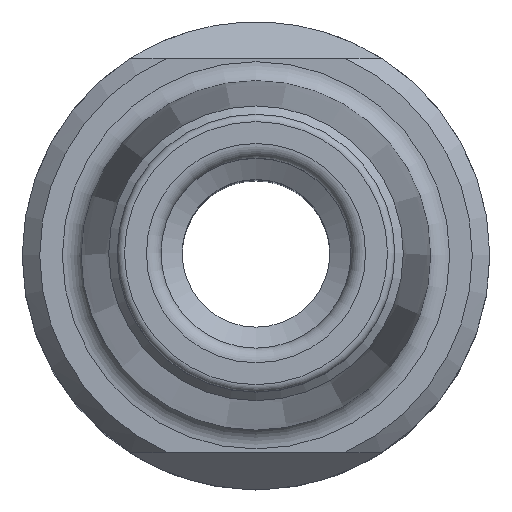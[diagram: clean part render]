
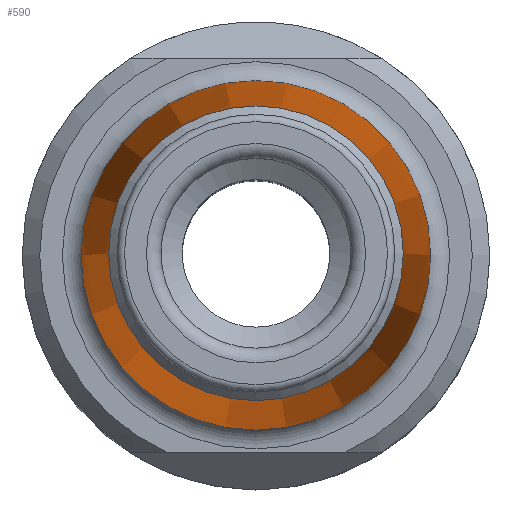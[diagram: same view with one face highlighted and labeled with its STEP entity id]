
A CAD part, top view. The second image highlights one B-rep face of the part: STEP entity #590.
In plain terms, the highlighted conical face has half-angle 1.438 degrees and reference radius 10.08 mm.
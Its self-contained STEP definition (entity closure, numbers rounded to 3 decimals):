
#32=CONICAL_SURFACE('',#643,10.08,0.025);
#103=ORIENTED_EDGE('',*,*,#173,.T.);
#104=ORIENTED_EDGE('',*,*,#164,.F.);
#164=EDGE_CURVE('',#201,#201,#228,.T.);
#173=EDGE_CURVE('',#210,#210,#237,.T.);
#201=VERTEX_POINT('',#852);
#210=VERTEX_POINT('',#879);
#228=CIRCLE('',#626,10.08);
#237=CIRCLE('',#644,11.95);
#272=EDGE_LOOP('',(#103));
#273=EDGE_LOOP('',(#104));
#326=FACE_BOUND('',#272,.T.);
#327=FACE_BOUND('',#273,.T.);
#590=ADVANCED_FACE('',(#326,#327),#32,.T.);
#626=AXIS2_PLACEMENT_3D('',#851,#707,#708);
#643=AXIS2_PLACEMENT_3D('',#877,#741,#742);
#644=AXIS2_PLACEMENT_3D('',#878,#743,#744);
#707=DIRECTION('',(0.,0.,1.));
#708=DIRECTION('',(1.,0.,0.));
#741=DIRECTION('',(0.,0.,-1.));
#742=DIRECTION('',(-1.,0.,0.));
#743=DIRECTION('',(0.,0.,1.));
#744=DIRECTION('',(1.,0.,0.));
#851=CARTESIAN_POINT('',(0.,0.,73.));
#852=CARTESIAN_POINT('',(10.08,0.,73.));
#877=CARTESIAN_POINT('',(0.,0.,73.));
#878=CARTESIAN_POINT('',(0.,0.,-1.512));
#879=CARTESIAN_POINT('',(11.95,0.,-1.512));
